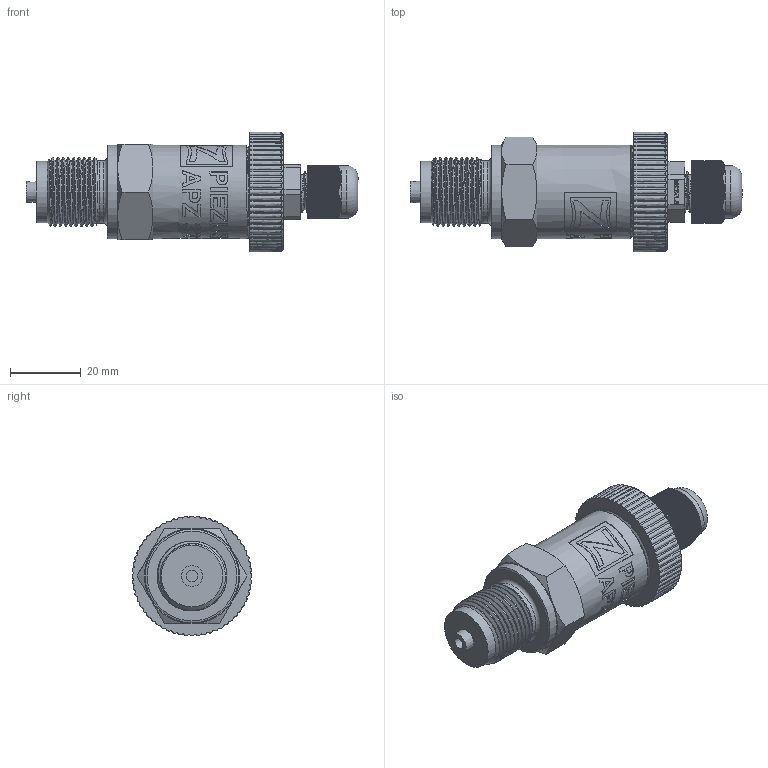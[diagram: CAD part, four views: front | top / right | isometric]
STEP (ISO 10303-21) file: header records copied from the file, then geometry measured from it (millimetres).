
FILE_DESCRIPTION(/* description */ (''),/* implementation_level */ '2;1');
FILE_NAME(/* name */ 'APZ3230_M20x1,5EN_CableGland.step',/* time_stamp */ '2021-06-24T10:46:49+03:00',/* author */ (''),/* organization */ (''),/* preprocessor_version */ 'ST-DEVELOPER v18.1',/* originating_system */ 'Autodesk Translation Framework v10.9.0.1377',/* authorisation */ '');
FILE_SCHEMA (('AUTOMOTIVE_DESIGN { 1 0 10303 214 3 1 1 }'));
Length unit declared in the file: millimetre
Products named in the file (8): APZ3230_M20x1,5EN_CableGland; M20x1,5 EN; OMAL nut M27x1.5 v8; Ш100.000.001 v3; M12x1.5 Cable gland v3; Cable gland; Rubber gasket; M12 Domed nut
Assembly tree (7 placements, depth 3):
  APZ3230_M20x1,5EN_CableGland
    M20x1,5 EN
    OMAL nut M27x1.5 v8
    Ш100.000.001 v3
    M12x1.5 Cable gland v3
      Cable gland
      Rubber gasket
      M12 Domed nut
Bounding box: 94.16 x 34 x 34 mm (x, y, z)
Volume: 38330.9 mm3; surface area: 16833.2 mm2
Topology: 6 solids, 6 shells, 2691 faces, 7861 edges, 5226 vertices
Faces by surface type: plane 1472, cylinder 746, bspline 415, cone 54, torus 3, sphere 1
Full cylindrical faces by diameter (mm): 1 x6, 7.5 x1, 8 x1, 9.976 x5, 10 x6, 10.376 x4, 10.526 x1, 11.6 x4, 12 x5, 12.6 x1, 15 x1, 17 x1, 17.8 x1, 18.137 x8, 19.85 x7, 21.4 x2, 22.4 x1, 24.5 x1, 25.132 x4, 25.526 x4, 27.208 x5
Entity records: 129199 total; most frequent: CARTESIAN_POINT 60185, ORIENTED_EDGE 15722, DIRECTION 12710, EDGE_CURVE 7861, VERTEX_POINT 5226, LINE 4462, VECTOR 4462, AXIS2_PLACEMENT_3D 4124
